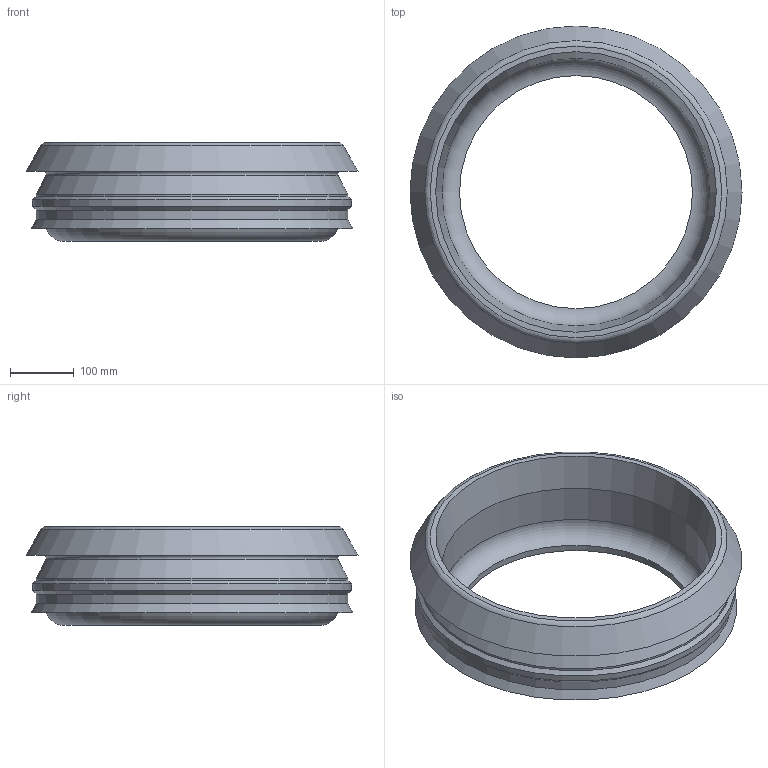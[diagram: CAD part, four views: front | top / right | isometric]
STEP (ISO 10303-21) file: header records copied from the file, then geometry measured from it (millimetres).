
FILE_DESCRIPTION(/* description */ (''),/* implementation_level */ '2;1');
FILE_NAME(/* name */ '09112.040X_3D.stp',/* time_stamp */ '2024-12-11T14:20:59+01:00',/* author */ ('CAD'),/* organization */ (''),/* preprocessor_version */ 'ST-DEVELOPER v20',/* originating_system */ 'AutoCAD Mechanical',/* authorisation */ '');
FILE_SCHEMA (('AUTOMOTIVE_DESIGN { 1 0 10303 214 3 1 1 }'));
Length unit declared in the file: centimetre
Products named in the file (1): Product
Bounding box: 520 x 520 x 155 mm (x, y, z)
Volume: 6911933.2 mm3; surface area: 648704.6 mm2
Topology: 1 solids, 1 shells, 21 faces, 41 edges, 25 vertices
Faces by surface type: cone 7, cylinder 5, plane 5, torus 4
Full cylindrical faces by diameter (mm): 365 x1, 420 x1, 488 x2, 500 x1
Entity records: 575 total; most frequent: DIRECTION 114, CARTESIAN_POINT 88, ORIENTED_EDGE 82, AXIS2_PLACEMENT_3D 51, EDGE_CURVE 41, CIRCLE 29, EDGE_LOOP 26, VERTEX_POINT 25
